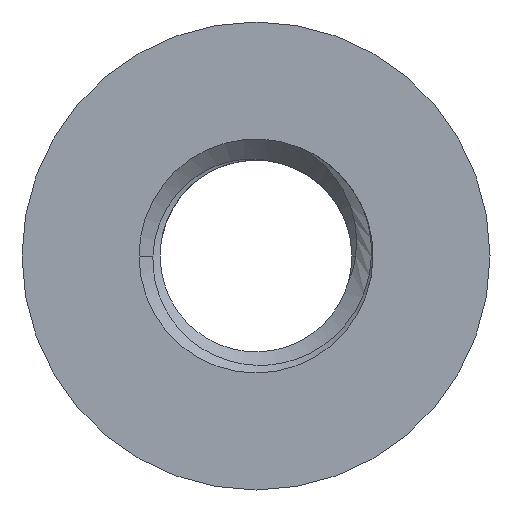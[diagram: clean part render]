
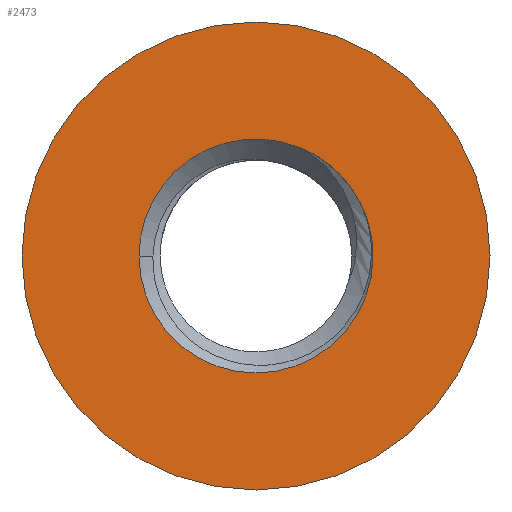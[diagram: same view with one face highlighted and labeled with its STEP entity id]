
A CAD part, front view. The second image highlights one B-rep face of the part: STEP entity #2473.
In plain terms, the highlighted planar face has unit normal (0, -1, 0).
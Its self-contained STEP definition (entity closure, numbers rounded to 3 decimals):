
#185 = CARTESIAN_POINT ( 'NONE',  ( 1.383, 0., 0.582 ) ) ;
#286 = DIRECTION ( 'NONE',  ( 0., 1., 0. ) ) ;
#473 = AXIS2_PLACEMENT_3D ( 'NONE', #2192, #286, #4912 ) ;
#521 = AXIS2_PLACEMENT_3D ( 'NONE', #1069, #4378, #1128 ) ;
#696 = CARTESIAN_POINT ( 'NONE',  ( 3., 0., 0. ) ) ;
#743 = DIRECTION ( 'NONE',  ( 0., 1., 0. ) ) ;
#759 = AXIS2_PLACEMENT_3D ( 'NONE', #3642, #4060, #4579 ) ;
#958 = CIRCLE ( 'NONE', #5580, 1.5 ) ;
#993 = DIRECTION ( 'NONE',  ( -1., 0., 0. ) ) ;
#1069 = CARTESIAN_POINT ( 'NONE',  ( 0., 0., 0. ) ) ;
#1128 = DIRECTION ( 'NONE',  ( -1., 0., 0. ) ) ;
#1186 = CARTESIAN_POINT ( 'NONE',  ( -1.5, 0., 0. ) ) ;
#1254 = DIRECTION ( 'NONE',  ( 0., 1., 0. ) ) ;
#1557 = VERTEX_POINT ( 'NONE', #185 ) ;
#1639 = FACE_OUTER_BOUND ( 'NONE', #4788, .T. ) ;
#1785 = CIRCLE ( 'NONE', #521, 1.5 ) ;
#1960 = DIRECTION ( 'NONE',  ( 1., 0., 0. ) ) ;
#2061 = DIRECTION ( 'NONE',  ( -1., 0., 0. ) ) ;
#2192 = CARTESIAN_POINT ( 'NONE',  ( 0., 0., 0. ) ) ;
#2370 = DIRECTION ( 'NONE',  ( 0., 1., 0. ) ) ;
#2404 = DIRECTION ( 'NONE',  ( 0., -1., 0. ) ) ;
#2435 = VERTEX_POINT ( 'NONE', #696 ) ;
#2473 = ADVANCED_FACE ( 'NONE', ( #3371, #1639 ), #3472, .T. ) ;
#2918 = VERTEX_POINT ( 'NONE', #4597 ) ;
#2935 = ORIENTED_EDGE ( 'NONE', *, *, #4051, .F. ) ;
#3084 = ORIENTED_EDGE ( 'NONE', *, *, #3178, .T. ) ;
#3130 = DIRECTION ( 'NONE',  ( -1., 0., 0. ) ) ;
#3178 = EDGE_CURVE ( 'NONE', #5021, #3344, #1785, .T. ) ;
#3344 = VERTEX_POINT ( 'NONE', #1186 ) ;
#3371 = FACE_BOUND ( 'NONE', #4763, .T. ) ;
#3472 = PLANE ( 'NONE',  #3985 ) ;
#3508 = CARTESIAN_POINT ( 'NONE',  ( 0., 0., 0. ) ) ;
#3519 = ORIENTED_EDGE ( 'NONE', *, *, #5062, .F. ) ;
#3559 = CIRCLE ( 'NONE', #4419, 3. ) ;
#3642 = CARTESIAN_POINT ( 'NONE',  ( 0., 0., 0. ) ) ;
#3814 = ORIENTED_EDGE ( 'NONE', *, *, #3925, .T. ) ;
#3925 = EDGE_CURVE ( 'NONE', #3344, #5666, #958, .T. ) ;
#3985 = AXIS2_PLACEMENT_3D ( 'NONE', #5315, #2404, #1960 ) ;
#4051 = EDGE_CURVE ( 'NONE', #2435, #2918, #3559, .T. ) ;
#4060 = DIRECTION ( 'NONE',  ( 0., 1., 0. ) ) ;
#4100 = EDGE_CURVE ( 'NONE', #5666, #1557, #4325, .T. ) ;
#4325 = CIRCLE ( 'NONE', #473, 1.5 ) ;
#4328 = CARTESIAN_POINT ( 'NONE',  ( 0.562, 0., 1.391 ) ) ;
#4378 = DIRECTION ( 'NONE',  ( 0., 1., 0. ) ) ;
#4419 = AXIS2_PLACEMENT_3D ( 'NONE', #4940, #743, #3130 ) ;
#4568 = AXIS2_PLACEMENT_3D ( 'NONE', #3508, #1254, #2061 ) ;
#4579 = DIRECTION ( 'NONE',  ( -1., 0., 0. ) ) ;
#4597 = CARTESIAN_POINT ( 'NONE',  ( -3., 0., 0. ) ) ;
#4672 = CARTESIAN_POINT ( 'NONE',  ( 0., 0., 0. ) ) ;
#4763 = EDGE_LOOP ( 'NONE', ( #5711, #5541, #3084, #3814 ) ) ;
#4788 = EDGE_LOOP ( 'NONE', ( #3519, #2935 ) ) ;
#4912 = DIRECTION ( 'NONE',  ( -1., 0., 0. ) ) ;
#4936 = CARTESIAN_POINT ( 'NONE',  ( 1.5, 0., 0. ) ) ;
#4940 = CARTESIAN_POINT ( 'NONE',  ( 0., 0., 0. ) ) ;
#5021 = VERTEX_POINT ( 'NONE', #4936 ) ;
#5062 = EDGE_CURVE ( 'NONE', #2918, #2435, #5199, .T. ) ;
#5199 = CIRCLE ( 'NONE', #759, 3. ) ;
#5315 = CARTESIAN_POINT ( 'NONE',  ( -3., 0., 0. ) ) ;
#5541 = ORIENTED_EDGE ( 'NONE', *, *, #5594, .T. ) ;
#5580 = AXIS2_PLACEMENT_3D ( 'NONE', #4672, #2370, #993 ) ;
#5594 = EDGE_CURVE ( 'NONE', #1557, #5021, #5913, .T. ) ;
#5666 = VERTEX_POINT ( 'NONE', #4328 ) ;
#5711 = ORIENTED_EDGE ( 'NONE', *, *, #4100, .T. ) ;
#5913 = CIRCLE ( 'NONE', #4568, 1.5 ) ;
